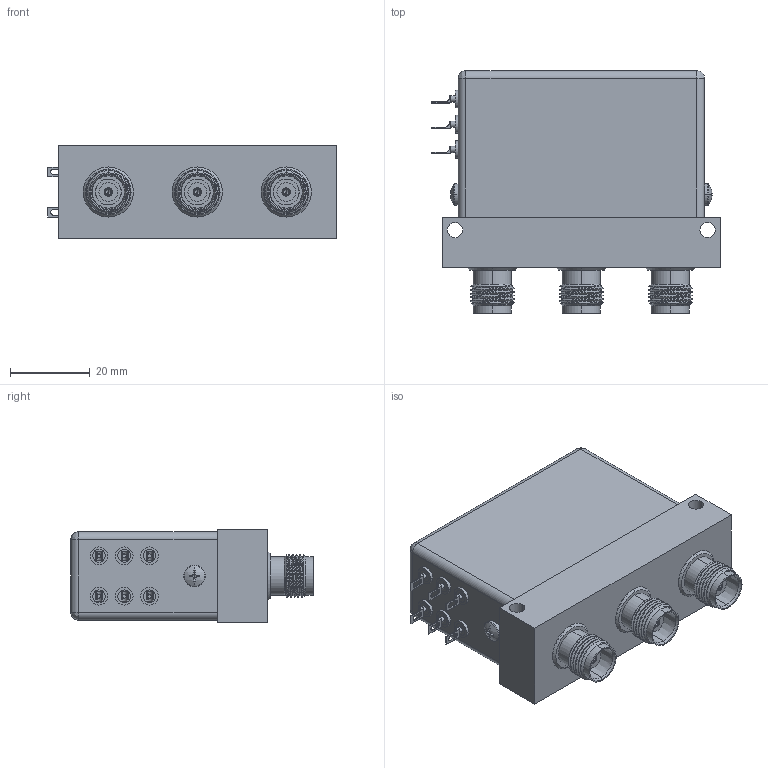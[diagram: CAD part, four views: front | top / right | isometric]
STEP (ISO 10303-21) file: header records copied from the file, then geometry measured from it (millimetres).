
FILE_DESCRIPTION (( 'STEP AP203' ), '1' );
FILE_NAME ('FMSW6509_3D.STEP', '2022-05-17T21:41:16', ( '' ), ( '' ), 'SwSTEP 2.0', 'SolidWorks 2021', '' );
FILE_SCHEMA (( 'CONFIG_CONTROL_DESIGN' ));
Length unit declared in the file: inch
Products named in the file (6): R040691-e360_-03^FMSW6509; A12075Y04_-401^FMSW6509; TNC^FMSW6509; R12053-e360_-25^FMSW6509; B12021003^FMSW6509; FMSW6509_3D
Assembly tree (13 placements, depth 2):
  FMSW6509_3D
    B12021003^FMSW6509
    R12053-e360_-25^FMSW6509
    R040691-e360_-03^FMSW6509  x6
    A12075Y04_-401^FMSW6509  x2
    TNC^FMSW6509  x3
Bounding box: 72.5 x 61.04 x 23.37 mm (x, y, z)
Volume: 24609.9 mm3; surface area: 26773.5 mm2
Topology: 19 solids, 19 shells, 930 faces, 2348 edges, 1522 vertices
Faces by surface type: plane 490, cylinder 254, bspline 125, cone 61
Entity records: 25141 total; most frequent: CARTESIAN_POINT 10370, ORIENTED_EDGE 3036, DIRECTION 2537, EDGE_CURVE 1518, VECTOR 1057, LINE 1057, VERTEX_POINT 996, AXIS2_PLACEMENT_3D 740
